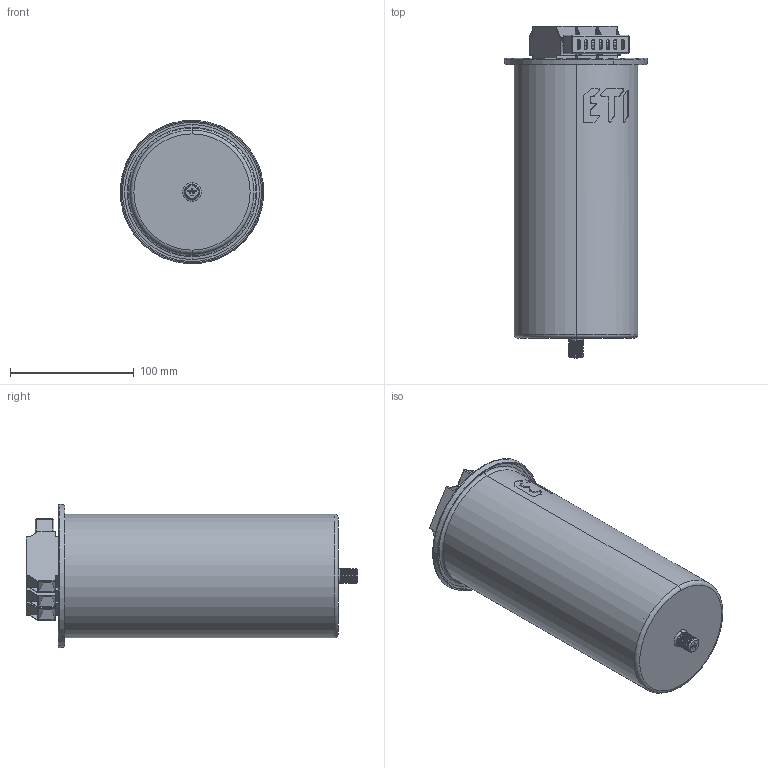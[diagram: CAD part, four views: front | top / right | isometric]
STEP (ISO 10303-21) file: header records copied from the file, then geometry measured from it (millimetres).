
FILE_DESCRIPTION((''),'2;1');
FILE_NAME('LPC-DW_15_KVAR_400V_50HZ_B_ASM','2022-07-21T14:45:27',('klemen.sitar'),('Audax d.o.o.'),'CREO PARAMETRIC BY PTC INC, 2021304','CREO PARAMETRIC BY PTC INC, 2021304','');
FILE_SCHEMA(('AP242_MANAGED_MODEL_BASED_3D_ENGINEERING_MIM_LF { 1 0 10303 442 1 1 4 }'));
Products named in the file (31): COND-GOMA_SEPARACION_M5; COND-PIEZA_2_M5; COND-PASADOR_DE_COBRE_PEQUE_X2_; COND-TORNILLO_M5; COND-PRESILLA_PEQUE_X2_00D1_X0_; COND-PLETINA_COBRE_M5; TAPA_FASE_M5; CABLE_CABLE_4-COND-CONJUNTO_RES; CABLE_4-COND-CONJUNTO_RESISTENC_ASM; COND-CONJRES-FUNDA; CABLE_HARNESS_7-COND-CONJUNTO_R; HARNESS_7-COND-CONJUNTO_RESISTE_ASM; COND-CONJRES-RESISTENCIA; CABLE_CABLE_6-COND-CONJUNTO_RES; CABLE_6-COND-CONJUNTO_RESISTENC_ASM; CABLE_CABLE_5-COND-CONJUNTO_RES; CABLE_5-COND-CONJUNTO_RESISTENC_ASM; CABLE_CABLE_7-COND-CONJUNTO_RES; CABLE_7-COND-CONJUNTO_RESISTENC_ASM; COND-CONJRES-PUNTERA_PARA_RESIS; CABLE_CABLE_3-COND-CONJUNTO_RES; CABLE_3-COND-CONJUNTO_RESISTENC_ASM; RECUBRIMIENTO_RESISTENCIA_PEQUE; COND-CONJUNTO_RESISTENCIA_M5_ASM; COND-PIEZA_1_M5; COND-TAPA_BOTE_CONDENSADORES_10; COND-PATILLA_PEQUE_X2_00D1_X0_A; COND-SEPARADOR_PLASTICO_PEQUE_X; COND-BOTE_100X225; PRT0001; LPC-DW_15_KVAR_400V_50HZ_B_ASM
Assembly tree (55 placements, depth 4):
  LPC-DW_15_KVAR_400V_50HZ_B_ASM
    COND-GOMA_SEPARACION_M5  x3
    COND-PIEZA_2_M5  x3
    COND-PASADOR_DE_COBRE_PEQUE_X2_  x3
    COND-TORNILLO_M5  x6
    COND-PRESILLA_PEQUE_X2_00D1_X0_  x3
    COND-PLETINA_COBRE_M5  x3
    TAPA_FASE_M5  x3
    COND-CONJUNTO_RESISTENCIA_M5_ASM
      CABLE_4-COND-CONJUNTO_RESISTENC_ASM
        CABLE_CABLE_4-COND-CONJUNTO_RES
      COND-CONJRES-FUNDA
      HARNESS_7-COND-CONJUNTO_RESISTE_ASM
        CABLE_HARNESS_7-COND-CONJUNTO_R
      COND-CONJRES-RESISTENCIA  x3
      CABLE_6-COND-CONJUNTO_RESISTENC_ASM
        CABLE_CABLE_6-COND-CONJUNTO_RES
      CABLE_5-COND-CONJUNTO_RESISTENC_ASM
        CABLE_CABLE_5-COND-CONJUNTO_RES
      CABLE_7-COND-CONJUNTO_RESISTENC_ASM
        CABLE_CABLE_7-COND-CONJUNTO_RES
      COND-CONJRES-PUNTERA_PARA_RESIS  x3
      CABLE_3-COND-CONJUNTO_RESISTENC_ASM
        CABLE_CABLE_3-COND-CONJUNTO_RES
      RECUBRIMIENTO_RESISTENCIA_PEQUE
    COND-PIEZA_1_M5  x3
    COND-TAPA_BOTE_CONDENSADORES_10
    COND-PATILLA_PEQUE_X2_00D1_X0_A  x3
    COND-SEPARADOR_PLASTICO_PEQUE_X
    COND-BOTE_100X225
    PRT0001
Bounding box: 116.04 x 268.2 x 116.04 mm (x, y, z)
Volume: 135171.5 mm3; surface area: 241522 mm2
Topology: 47 solids, 50 shells, 1570 faces, 4042 edges, 2618 vertices
Faces by surface type: plane 760, cylinder 621, bspline 85, torus 68, cone 28, extrusion 4, sphere 4
Entity records: 126883 total; most frequent: CARTESIAN_POINT 95504, ORIENTED_EDGE 3618, DIRECTION 3572, PRESENTATION_STYLE_ASSIGNMENT 2587, STYLED_ITEM 2564, CURVE_STYLE 1853, EDGE_CURVE 1815, AXIS2_PLACEMENT_3D 1304
